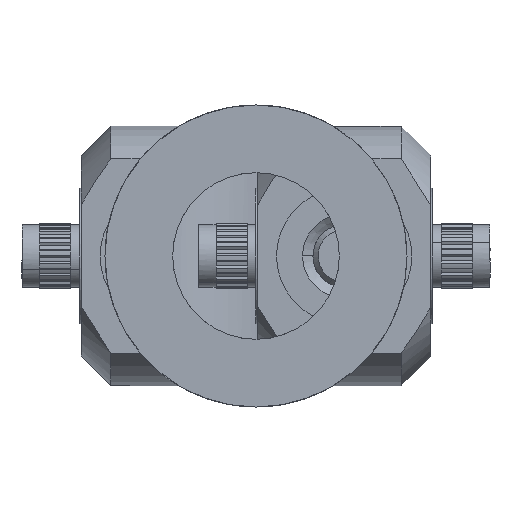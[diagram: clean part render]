
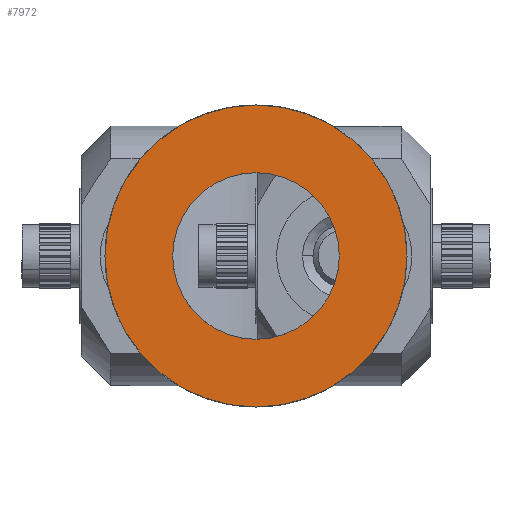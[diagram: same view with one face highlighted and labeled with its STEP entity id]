
A CAD part, left-side view. The second image highlights one B-rep face of the part: STEP entity #7972.
In plain terms, the highlighted face is planar.
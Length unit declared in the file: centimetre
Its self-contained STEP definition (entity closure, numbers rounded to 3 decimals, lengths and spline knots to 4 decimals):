
#1912=PLANE('',#8453);
#2251=VERTEX_POINT('',#11576);
#2283=VERTEX_POINT('',#11831);
#2972=CIRCLE('',#8431,0.8);
#2978=CIRCLE('',#8452,1.45);
#3422=EDGE_CURVE('',#2251,#2251,#2972,.T.);
#3468=EDGE_CURVE('',#2283,#2283,#2978,.T.);
#4689=ORIENTED_EDGE('',*,*,#3422,.T.);
#4690=ORIENTED_EDGE('',*,*,#3468,.F.);
#6971=EDGE_LOOP('',(#4689));
#6972=EDGE_LOOP('',(#4690));
#7475=FACE_BOUND('',#6971,.T.);
#7476=FACE_BOUND('',#6972,.T.);
#7972=ADVANCED_FACE('',(#7475,#7476),#1912,.T.);
#8431=AXIS2_PLACEMENT_3D('',#11575,#9367,#9368);
#8452=AXIS2_PLACEMENT_3D('',#11830,#9421,#9422);
#8453=AXIS2_PLACEMENT_3D('',#11832,#9423,$);
#9367=DIRECTION('',(0.,0.,-1.));
#9368=DIRECTION('',(0.8,0.,0.));
#9421=DIRECTION('',(0.,0.,-1.));
#9422=DIRECTION('',(1.45,0.,0.));
#9423=DIRECTION('',(0.,0.,1.));
#11575=CARTESIAN_POINT('',(0.,0.,4.5));
#11576=CARTESIAN_POINT('',(-0.8,0.,4.5));
#11830=CARTESIAN_POINT('',(0.,0.,4.5));
#11831=CARTESIAN_POINT('',(1.45,0.,4.5));
#11832=CARTESIAN_POINT('',(0.,0.,4.5));
